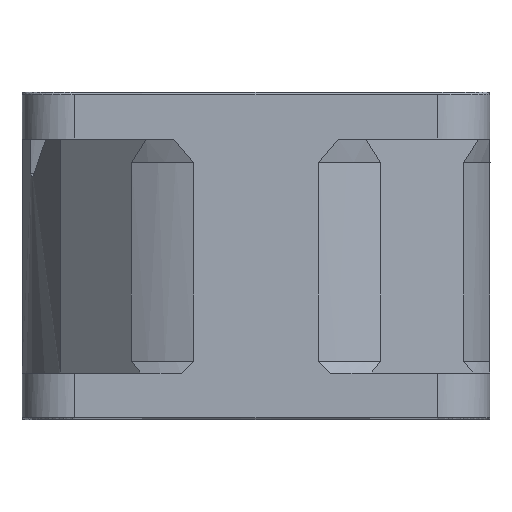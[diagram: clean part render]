
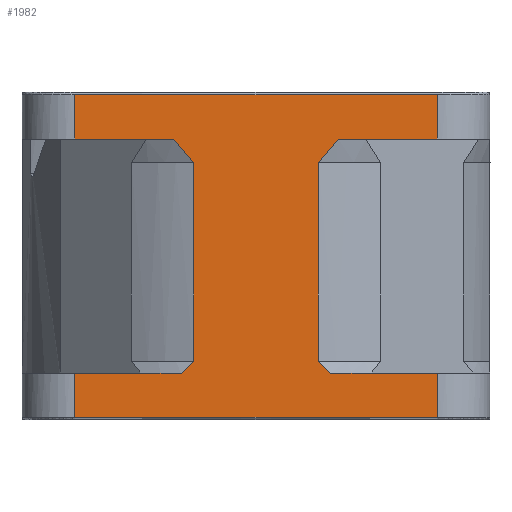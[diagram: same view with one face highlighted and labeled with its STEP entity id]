
A CAD part, front view. The second image highlights one B-rep face of the part: STEP entity #1982.
In plain terms, the highlighted planar face has unit normal (0, -1, 0).
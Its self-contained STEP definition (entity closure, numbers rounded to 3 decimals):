
#120=PLANE('',#8750);
#1020=B_SPLINE_CURVE_WITH_KNOTS('',3,(#34407,#34408,#34409,#34410),
 .UNSPECIFIED.,.F.,.F.,(4,4),(0.,2.624),.UNSPECIFIED.);
#1021=B_SPLINE_CURVE_WITH_KNOTS('',1,(#34411,#34412),.UNSPECIFIED.,.F.,
 .F.,(2,2),(0.,8.469),.UNSPECIFIED.);
#1022=B_SPLINE_CURVE_WITH_KNOTS('',1,(#34413,#34414),.UNSPECIFIED.,.F.,
 .F.,(2,2),(0.,3.8),.UNSPECIFIED.);
#1023=B_SPLINE_CURVE_WITH_KNOTS('',1,(#34415,#34416),.UNSPECIFIED.,.F.,
 .F.,(2,2),(0.,31.),.UNSPECIFIED.);
#1024=B_SPLINE_CURVE_WITH_KNOTS('',1,(#34417,#34418),.UNSPECIFIED.,.F.,
 .F.,(2,2),(0.,3.8),.UNSPECIFIED.);
#1025=B_SPLINE_CURVE_WITH_KNOTS('',1,(#34419,#34420),.UNSPECIFIED.,.F.,
 .F.,(2,2),(0.,8.469),.UNSPECIFIED.);
#1026=B_SPLINE_CURVE_WITH_KNOTS('',3,(#34421,#34422,#34423,#34424),
 .UNSPECIFIED.,.F.,.F.,(4,4),(0.,2.624),.UNSPECIFIED.);
#1027=B_SPLINE_CURVE_WITH_KNOTS('',1,(#34425,#34426),.UNSPECIFIED.,.F.,
 .F.,(2,2),(0.,17.),.UNSPECIFIED.);
#1028=B_SPLINE_CURVE_WITH_KNOTS('',3,(#34427,#34428,#34429,#34430),
 .UNSPECIFIED.,.F.,.F.,(4,4),(0.,1.462),.UNSPECIFIED.);
#1029=B_SPLINE_CURVE_WITH_KNOTS('',1,(#34431,#34432),.UNSPECIFIED.,.F.,
 .F.,(2,2),(0.,9.097),.UNSPECIFIED.);
#1030=B_SPLINE_CURVE_WITH_KNOTS('',1,(#34433,#34434),.UNSPECIFIED.,.F.,
 .F.,(2,2),(0.,3.8),.UNSPECIFIED.);
#1031=B_SPLINE_CURVE_WITH_KNOTS('',1,(#34435,#34436),.UNSPECIFIED.,.F.,
 .F.,(2,2),(0.,31.),.UNSPECIFIED.);
#1032=B_SPLINE_CURVE_WITH_KNOTS('',1,(#34437,#34438),.UNSPECIFIED.,.F.,
 .F.,(2,2),(0.,3.8),.UNSPECIFIED.);
#1033=B_SPLINE_CURVE_WITH_KNOTS('',1,(#34439,#34440),.UNSPECIFIED.,.F.,
 .F.,(2,2),(0.,9.097),.UNSPECIFIED.);
#1034=B_SPLINE_CURVE_WITH_KNOTS('',3,(#34441,#34442,#34443,#34444),
 .UNSPECIFIED.,.F.,.F.,(4,4),(0.,1.462),.UNSPECIFIED.);
#1035=B_SPLINE_CURVE_WITH_KNOTS('',1,(#34445,#34446),.UNSPECIFIED.,.F.,
 .F.,(2,2),(0.,17.),.UNSPECIFIED.);
#1982=ADVANCED_FACE('',(#2286),#120,.T.);
#2286=FACE_OUTER_BOUND('',#2608,.T.);
#2608=EDGE_LOOP('',(#4188,#4189,#4190,#4191,#4192,#4193,#4194,#4195,#4196,
#4197,#4198,#4199,#4200,#4201,#4202,#4203));
#4188=ORIENTED_EDGE('',*,*,#5884,.F.);
#4189=ORIENTED_EDGE('',*,*,#5883,.F.);
#4190=ORIENTED_EDGE('',*,*,#5882,.F.);
#4191=ORIENTED_EDGE('',*,*,#5881,.F.);
#4192=ORIENTED_EDGE('',*,*,#5880,.F.);
#4193=ORIENTED_EDGE('',*,*,#5879,.F.);
#4194=ORIENTED_EDGE('',*,*,#5878,.F.);
#4195=ORIENTED_EDGE('',*,*,#5877,.F.);
#4196=ORIENTED_EDGE('',*,*,#5876,.F.);
#4197=ORIENTED_EDGE('',*,*,#5875,.F.);
#4198=ORIENTED_EDGE('',*,*,#5874,.F.);
#4199=ORIENTED_EDGE('',*,*,#5873,.F.);
#4200=ORIENTED_EDGE('',*,*,#5872,.F.);
#4201=ORIENTED_EDGE('',*,*,#5871,.F.);
#4202=ORIENTED_EDGE('',*,*,#5870,.F.);
#4203=ORIENTED_EDGE('',*,*,#5869,.F.);
#5869=EDGE_CURVE('',#8262,#8263,#1020,.T.);
#5870=EDGE_CURVE('',#8263,#8264,#1021,.T.);
#5871=EDGE_CURVE('',#8264,#8265,#1022,.T.);
#5872=EDGE_CURVE('',#8265,#8266,#1023,.T.);
#5873=EDGE_CURVE('',#8266,#8267,#1024,.T.);
#5874=EDGE_CURVE('',#8267,#8268,#1025,.T.);
#5875=EDGE_CURVE('',#8268,#8269,#1026,.T.);
#5876=EDGE_CURVE('',#8269,#8270,#1027,.T.);
#5877=EDGE_CURVE('',#8270,#8271,#1028,.T.);
#5878=EDGE_CURVE('',#8271,#8272,#1029,.T.);
#5879=EDGE_CURVE('',#8272,#8273,#1030,.T.);
#5880=EDGE_CURVE('',#8273,#8274,#1031,.T.);
#5881=EDGE_CURVE('',#8274,#8275,#1032,.T.);
#5882=EDGE_CURVE('',#8275,#8276,#1033,.T.);
#5883=EDGE_CURVE('',#8276,#8277,#1034,.T.);
#5884=EDGE_CURVE('',#8277,#8262,#1035,.T.);
#8262=VERTEX_POINT('',#34391);
#8263=VERTEX_POINT('',#34392);
#8264=VERTEX_POINT('',#34393);
#8265=VERTEX_POINT('',#34394);
#8266=VERTEX_POINT('',#34395);
#8267=VERTEX_POINT('',#34396);
#8268=VERTEX_POINT('',#34397);
#8269=VERTEX_POINT('',#34398);
#8270=VERTEX_POINT('',#34399);
#8271=VERTEX_POINT('',#34400);
#8272=VERTEX_POINT('',#34401);
#8273=VERTEX_POINT('',#34402);
#8274=VERTEX_POINT('',#34403);
#8275=VERTEX_POINT('',#34404);
#8276=VERTEX_POINT('',#34405);
#8277=VERTEX_POINT('',#34406);
#8750=AXIS2_PLACEMENT_3D('',#34390,#8824,$);
#8824=DIRECTION('',(0.,-1.,0.));
#34390=CARTESIAN_POINT('',(64.341,56.292,65.636));
#34391=CARTESIAN_POINT('',(40.284,56.292,56.956));
#34392=CARTESIAN_POINT('',(38.59,56.292,58.956));
#34393=CARTESIAN_POINT('',(30.121,56.292,58.956));
#34394=CARTESIAN_POINT('',(30.121,56.292,62.756));
#34395=CARTESIAN_POINT('',(61.121,56.292,62.756));
#34396=CARTESIAN_POINT('',(61.121,56.292,58.956));
#34397=CARTESIAN_POINT('',(52.653,56.292,58.956));
#34398=CARTESIAN_POINT('',(50.959,56.292,56.956));
#34399=CARTESIAN_POINT('',(50.959,56.292,39.956));
#34400=CARTESIAN_POINT('',(52.025,56.292,38.956));
#34401=CARTESIAN_POINT('',(61.121,56.292,38.956));
#34402=CARTESIAN_POINT('',(61.121,56.292,35.156));
#34403=CARTESIAN_POINT('',(30.121,56.292,35.156));
#34404=CARTESIAN_POINT('',(30.121,56.292,38.956));
#34405=CARTESIAN_POINT('',(39.218,56.292,38.956));
#34406=CARTESIAN_POINT('',(40.284,56.292,39.956));
#34407=CARTESIAN_POINT('',(40.284,56.292,56.956));
#34408=CARTESIAN_POINT('',(39.726,56.292,57.532));
#34409=CARTESIAN_POINT('',(39.161,56.292,58.198));
#34410=CARTESIAN_POINT('',(38.59,56.292,58.956));
#34411=CARTESIAN_POINT('',(38.59,56.292,58.956));
#34412=CARTESIAN_POINT('',(30.121,56.292,58.956));
#34413=CARTESIAN_POINT('',(30.121,56.292,58.956));
#34414=CARTESIAN_POINT('',(30.121,56.292,62.756));
#34415=CARTESIAN_POINT('',(30.121,56.292,62.756));
#34416=CARTESIAN_POINT('',(61.121,56.292,62.756));
#34417=CARTESIAN_POINT('',(61.121,56.292,62.756));
#34418=CARTESIAN_POINT('',(61.121,56.292,58.956));
#34419=CARTESIAN_POINT('',(61.121,56.292,58.956));
#34420=CARTESIAN_POINT('',(52.653,56.292,58.956));
#34421=CARTESIAN_POINT('',(52.653,56.292,58.956));
#34422=CARTESIAN_POINT('',(52.082,56.292,58.198));
#34423=CARTESIAN_POINT('',(51.517,56.292,57.532));
#34424=CARTESIAN_POINT('',(50.959,56.292,56.956));
#34425=CARTESIAN_POINT('',(50.959,56.292,56.956));
#34426=CARTESIAN_POINT('',(50.959,56.292,39.956));
#34427=CARTESIAN_POINT('',(50.959,56.292,39.956));
#34428=CARTESIAN_POINT('',(51.312,56.292,39.653));
#34429=CARTESIAN_POINT('',(51.667,56.292,39.32));
#34430=CARTESIAN_POINT('',(52.025,56.292,38.956));
#34431=CARTESIAN_POINT('',(52.025,56.292,38.956));
#34432=CARTESIAN_POINT('',(61.121,56.292,38.956));
#34433=CARTESIAN_POINT('',(61.121,56.292,38.956));
#34434=CARTESIAN_POINT('',(61.121,56.292,35.156));
#34435=CARTESIAN_POINT('',(61.121,56.292,35.156));
#34436=CARTESIAN_POINT('',(30.121,56.292,35.156));
#34437=CARTESIAN_POINT('',(30.121,56.292,35.156));
#34438=CARTESIAN_POINT('',(30.121,56.292,38.956));
#34439=CARTESIAN_POINT('',(30.121,56.292,38.956));
#34440=CARTESIAN_POINT('',(39.218,56.292,38.956));
#34441=CARTESIAN_POINT('',(39.218,56.292,38.956));
#34442=CARTESIAN_POINT('',(39.576,56.292,39.32));
#34443=CARTESIAN_POINT('',(39.931,56.292,39.653));
#34444=CARTESIAN_POINT('',(40.284,56.292,39.956));
#34445=CARTESIAN_POINT('',(40.284,56.292,39.956));
#34446=CARTESIAN_POINT('',(40.284,56.292,56.956));
